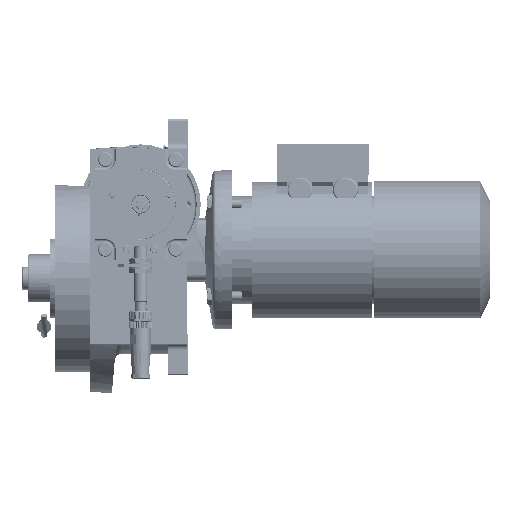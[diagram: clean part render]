
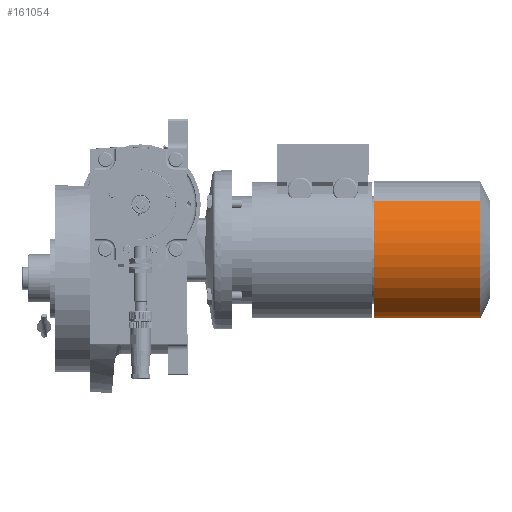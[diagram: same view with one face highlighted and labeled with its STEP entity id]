
A CAD part, left-side view. The second image highlights one B-rep face of the part: STEP entity #161054.
In plain terms, the highlighted cylindrical face has radius 60.5 mm (diameter 121 mm), a partial arc.
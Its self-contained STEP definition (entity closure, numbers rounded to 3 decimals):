
#1668 = ORIENTED_EDGE ( 'NONE', *, *, #45264, .F. ) ;
#2864 = VERTEX_POINT ( 'NONE', #14564 ) ;
#12084 = ORIENTED_EDGE ( 'NONE', *, *, #12127, .F. ) ;
#12127 = EDGE_CURVE ( 'NONE', #46716, #2864, #50897, .T. ) ;
#14564 = CARTESIAN_POINT ( 'NONE',  ( -158.212, -49.806, 42.027 ) ) ;
#17712 = VECTOR ( 'NONE', #168643, 1000. ) ;
#19431 = CIRCLE ( 'NONE', #139474, 60.5 ) ;
#27845 = DIRECTION ( 'NONE',  ( -1., 0., 0. ) ) ;
#29568 = EDGE_CURVE ( 'NONE', #2864, #161970, #114048, .T. ) ;
#33408 = CARTESIAN_POINT ( 'NONE',  ( -64.811, -6.286, 0. ) ) ;
#34147 = CARTESIAN_POINT ( 'NONE',  ( -64.811, -49.806, 42.027 ) ) ;
#39565 = ORIENTED_EDGE ( 'NONE', *, *, #29568, .F. ) ;
#45264 = EDGE_CURVE ( 'NONE', #144306, #46716, #66471, .T. ) ;
#46716 = VERTEX_POINT ( 'NONE', #54392 ) ;
#50897 = CIRCLE ( 'NONE', #146296, 60.5 ) ;
#54392 = CARTESIAN_POINT ( 'NONE',  ( -158.212, 37.234, -42.027 ) ) ;
#66471 = LINE ( 'NONE', #68158, #131937 ) ;
#66954 = DIRECTION ( 'NONE',  ( -1., 0., 0. ) ) ;
#68158 = CARTESIAN_POINT ( 'NONE',  ( -64.811, 37.234, -42.027 ) ) ;
#79921 = DIRECTION ( 'NONE',  ( 0., 0.719, -0.695 ) ) ;
#80597 = DIRECTION ( 'NONE',  ( 0., 0.719, -0.695 ) ) ;
#83266 = FACE_OUTER_BOUND ( 'NONE', #150523, .T. ) ;
#92734 = CYLINDRICAL_SURFACE ( 'NONE', #107060, 60.5 ) ;
#93008 = CARTESIAN_POINT ( 'NONE',  ( -64.811, 37.234, -42.027 ) ) ;
#107060 = AXIS2_PLACEMENT_3D ( 'NONE', #144789, #27845, #79921 ) ;
#113625 = DIRECTION ( 'NONE',  ( 1., 0., 0. ) ) ;
#114048 = LINE ( 'NONE', #155817, #17712 ) ;
#118506 = DIRECTION ( 'NONE',  ( -1., 0., 0. ) ) ;
#120211 = EDGE_CURVE ( 'NONE', #161970, #144306, #19431, .T. ) ;
#131937 = VECTOR ( 'NONE', #118506, 1000. ) ;
#137525 = DIRECTION ( 'NONE',  ( 0., -0.719, 0.695 ) ) ;
#139474 = AXIS2_PLACEMENT_3D ( 'NONE', #33408, #113625, #137525 ) ;
#144306 = VERTEX_POINT ( 'NONE', #93008 ) ;
#144789 = CARTESIAN_POINT ( 'NONE',  ( -26.951, -6.286, 0. ) ) ;
#146296 = AXIS2_PLACEMENT_3D ( 'NONE', #147989, #66954, #80597 ) ;
#147989 = CARTESIAN_POINT ( 'NONE',  ( -158.212, -6.286, 0. ) ) ;
#150523 = EDGE_LOOP ( 'NONE', ( #151400, #39565, #12084, #1668 ) ) ;
#151400 = ORIENTED_EDGE ( 'NONE', *, *, #120211, .F. ) ;
#155817 = CARTESIAN_POINT ( 'NONE',  ( -158.212, -49.806, 42.027 ) ) ;
#161054 = ADVANCED_FACE ( 'NONE', ( #83266 ), #92734, .T. ) ;
#161970 = VERTEX_POINT ( 'NONE', #34147 ) ;
#168643 = DIRECTION ( 'NONE',  ( 1., 0., 0. ) ) ;
